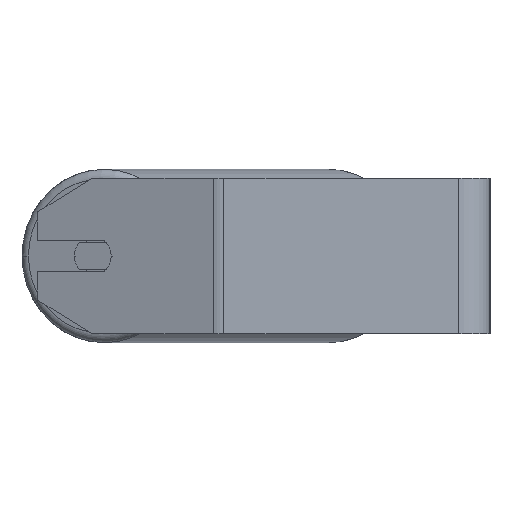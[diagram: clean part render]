
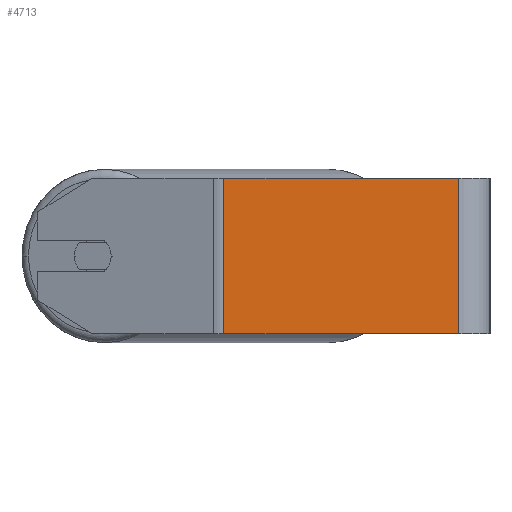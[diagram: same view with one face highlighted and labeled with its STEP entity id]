
A CAD part, left-side view. The second image highlights one B-rep face of the part: STEP entity #4713.
In plain terms, the highlighted planar face has unit normal (-1, 0, 0).
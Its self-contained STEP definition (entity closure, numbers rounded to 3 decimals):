
#46 = CARTESIAN_POINT ( 'NONE',  ( -380., 16., -40. ) ) ;
#127 = EDGE_LOOP ( 'NONE', ( #2010, #2411, #5816, #3907 ) ) ;
#188 = VECTOR ( 'NONE', #4075, 1000. ) ;
#722 = VERTEX_POINT ( 'NONE', #5001 ) ;
#764 = CARTESIAN_POINT ( 'NONE',  ( -380., 16., 40. ) ) ;
#820 = PLANE ( 'NONE',  #6632 ) ;
#1248 = LINE ( 'NONE', #764, #2188 ) ;
#1417 = DIRECTION ( 'NONE',  ( 0., 0., -1. ) ) ;
#1454 = LINE ( 'NONE', #3518, #4358 ) ;
#1781 = VERTEX_POINT ( 'NONE', #46 ) ;
#1914 = CARTESIAN_POINT ( 'NONE',  ( -380., 139.366, -40. ) ) ;
#1984 = FACE_OUTER_BOUND ( 'NONE', #127, .T. ) ;
#2010 = ORIENTED_EDGE ( 'NONE', *, *, #6627, .T. ) ;
#2188 = VECTOR ( 'NONE', #4434, 1000. ) ;
#2411 = ORIENTED_EDGE ( 'NONE', *, *, #3134, .F. ) ;
#2601 = DIRECTION ( 'NONE',  ( 0., -1., 0. ) ) ;
#2662 = VERTEX_POINT ( 'NONE', #6918 ) ;
#2935 = CARTESIAN_POINT ( 'NONE',  ( -380., 16., 40. ) ) ;
#3134 = EDGE_CURVE ( 'NONE', #3712, #1781, #1248, .T. ) ;
#3221 = VECTOR ( 'NONE', #2601, 1000. ) ;
#3228 = EDGE_CURVE ( 'NONE', #2662, #3712, #4763, .T. ) ;
#3518 = CARTESIAN_POINT ( 'NONE',  ( -380., 136.544, 40. ) ) ;
#3557 = CARTESIAN_POINT ( 'NONE',  ( -380., 139.366, 40. ) ) ;
#3712 = VERTEX_POINT ( 'NONE', #2935 ) ;
#3907 = ORIENTED_EDGE ( 'NONE', *, *, #4644, .T. ) ;
#4075 = DIRECTION ( 'NONE',  ( 0., -1., 0. ) ) ;
#4358 = VECTOR ( 'NONE', #1417, 1000. ) ;
#4434 = DIRECTION ( 'NONE',  ( 0., 0., -1. ) ) ;
#4613 = LINE ( 'NONE', #1914, #188 ) ;
#4644 = EDGE_CURVE ( 'NONE', #2662, #722, #1454, .T. ) ;
#4713 = ADVANCED_FACE ( 'NONE', ( #1984 ), #820, .F. ) ;
#4720 = CARTESIAN_POINT ( 'NONE',  ( -380., 139.366, 40. ) ) ;
#4763 = LINE ( 'NONE', #3557, #3221 ) ;
#5001 = CARTESIAN_POINT ( 'NONE',  ( -380., 136.544, -40. ) ) ;
#5215 = DIRECTION ( 'NONE',  ( 0., 0., -1. ) ) ;
#5816 = ORIENTED_EDGE ( 'NONE', *, *, #3228, .F. ) ;
#6627 = EDGE_CURVE ( 'NONE', #722, #1781, #4613, .T. ) ;
#6632 = AXIS2_PLACEMENT_3D ( 'NONE', #4720, #6885, #5215 ) ;
#6885 = DIRECTION ( 'NONE',  ( 1., 0., 0. ) ) ;
#6918 = CARTESIAN_POINT ( 'NONE',  ( -380., 136.544, 40. ) ) ;
